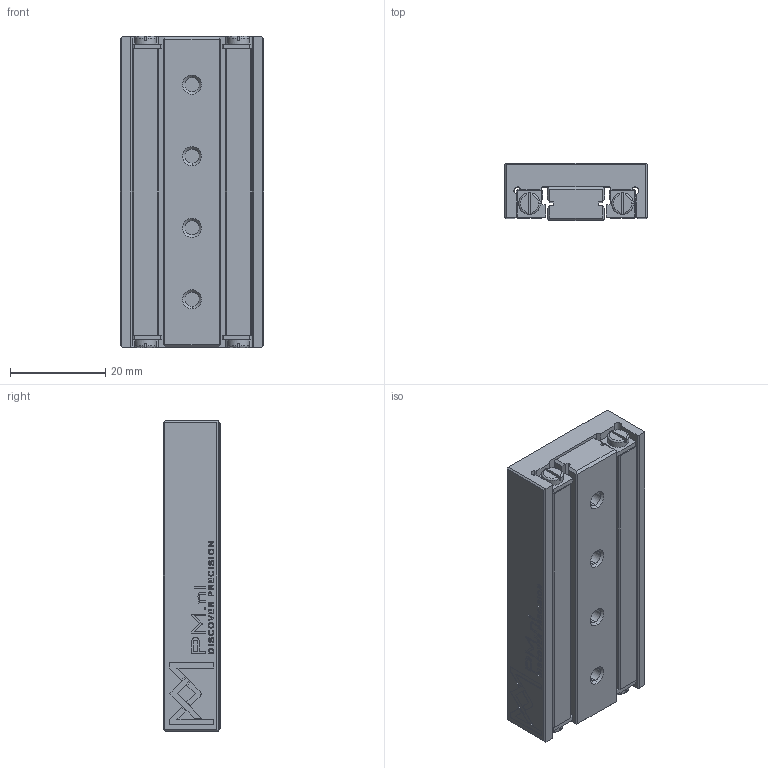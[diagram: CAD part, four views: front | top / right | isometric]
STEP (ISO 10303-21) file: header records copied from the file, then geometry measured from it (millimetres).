
FILE_DESCRIPTION(/* description */ (''),/* implementation_level */ '2;1');
FILE_NAME(/* name */ 'RTS-2065_stp.stp',/* time_stamp */ '2024-11-11T11:35:01+01:00',/* author */ (''),/* organization */ (''),/* preprocessor_version */ 'ST-DEVELOPER v16.7',/* originating_system */ 'SIEMENS PLM Software NX 12.0',/* authorisation */ '');
FILE_SCHEMA (('AUTOMOTIVE_DESIGN { 1 0 10303 214 3 1 1 1 }'));
Length unit declared in the file: millimetre
Products named in the file (1): RTS-2065_stp
Bounding box: 30 x 12 x 65.2 mm (x, y, z)
Volume: 20616.2 mm3; surface area: 12538.4 mm2
Topology: 2 solids, 2 shells, 959 faces, 2521 edges, 1654 vertices
Faces by surface type: plane 625, bspline 180, cylinder 86, cone 40, torus 28
Entity records: 36813 total; most frequent: CARTESIAN_POINT 7991, ORIENTED_EDGE 5042, DIRECTION 3973, EDGE_CURVE 2521, LINE 1853, VECTOR 1853, VERTEX_POINT 1654, EDGE_LOOP 1065
